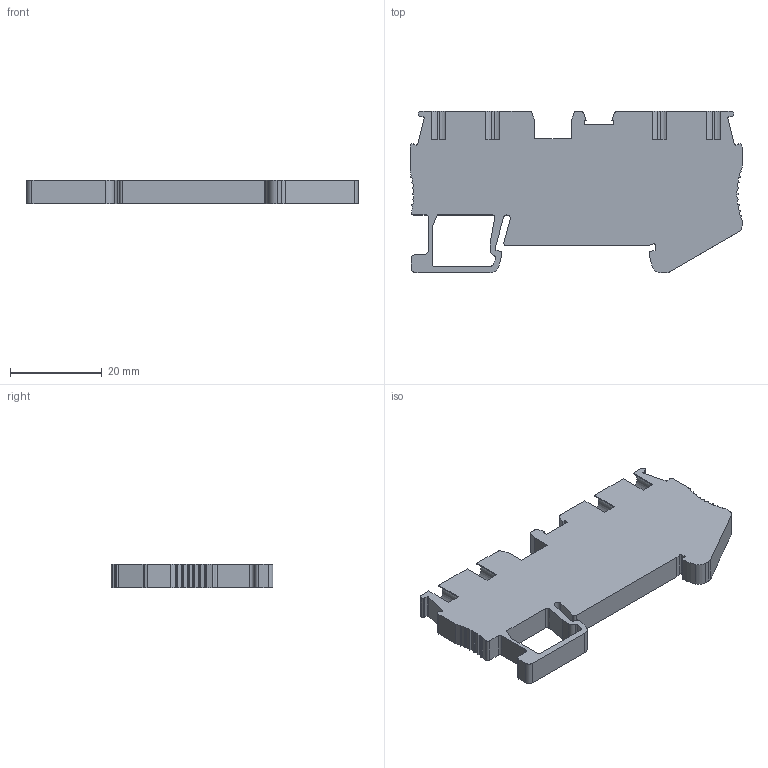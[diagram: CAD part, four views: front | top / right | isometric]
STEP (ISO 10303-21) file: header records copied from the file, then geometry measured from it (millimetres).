
FILE_DESCRIPTION((''),'2;1');
FILE_NAME('UJ5-2_5_2_2','2023-03-01T',('ASUS'),(''),'PRO/ENGINEER BY PARAMETRIC TECHNOLOGY CORPORATION, 2013230','PRO/ENGINEER BY PARAMETRIC TECHNOLOGY CORPORATION, 2013230','');
FILE_SCHEMA(('CONFIG_CONTROL_DESIGN'));
Length unit declared in the file: millimetre
Products named in the file (1): UJ5-2_5_2_2
Bounding box: 72.2 x 35.2 x 5.2 mm (x, y, z)
Volume: 9668.5 mm3; surface area: 5796.7 mm2
Topology: 1 solids, 1 shells, 182 faces, 604 edges, 424 vertices
Faces by surface type: plane 105, cylinder 77
Entity records: 8646 total; most frequent: CARTESIAN_POINT 1226, ORIENTED_EDGE 1208, DIRECTION 1178, PRESENTATION_STYLE_ASSIGNMENT 605, STYLED_ITEM 605, CURVE_STYLE 604, EDGE_CURVE 604, VERTEX_POINT 424
